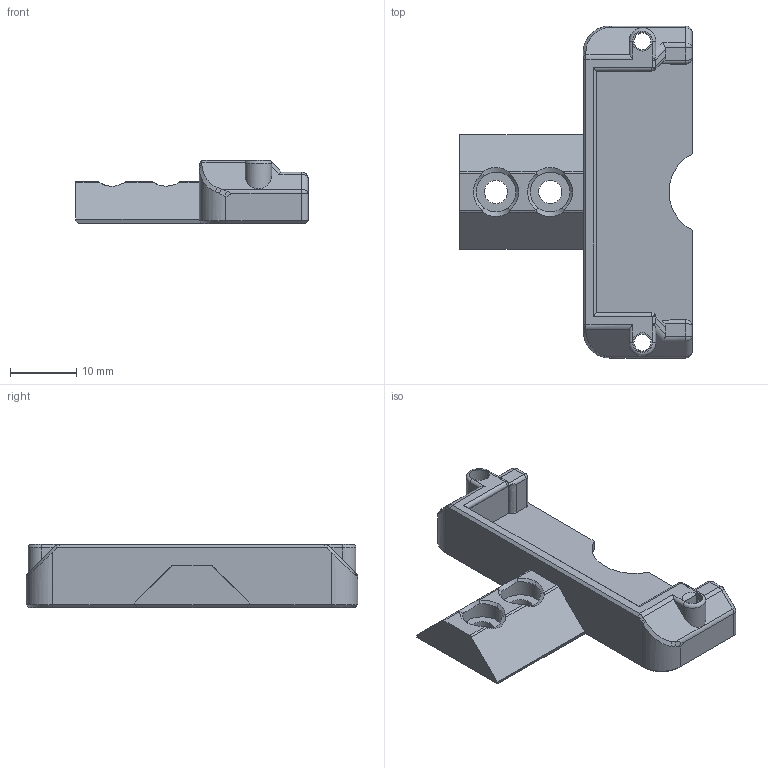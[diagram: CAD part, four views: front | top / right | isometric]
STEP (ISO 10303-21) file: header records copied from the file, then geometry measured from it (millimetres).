
FILE_DESCRIPTION(/* description */ (''),/* implementation_level */ '2;1');
FILE_NAME(/* name */ 'Blurolls-Brush_Holder_M3.stp',/* time_stamp */ '2021-08-31T12:46:08+02:00',/* author */ ('Rama'),/* organization */ (''),/* preprocessor_version */ 'ST-DEVELOPER v18.1',/* originating_system */ 'Autodesk Inventor 2021',/* authorisation */ '');
FILE_SCHEMA (('AUTOMOTIVE_DESIGN { 1 0 10303 214 3 1 1 }'));
Length unit declared in the file: millimetre
Products named in the file (1): Brush Holder With M3
Bounding box: 35 x 50 x 9.5 mm (x, y, z)
Volume: 4227.7 mm3; surface area: 3894.4 mm2
Topology: 1 solids, 1 shells, 138 faces, 370 edges, 230 vertices
Faces by surface type: cylinder 47, plane 46, bspline 24, cone 15, sphere 4, torus 2
Full cylindrical faces by diameter (mm): 2.55 x2, 3.5 x2, 6 x2
Entity records: 5763 total; most frequent: CARTESIAN_POINT 2367, ORIENTED_EDGE 732, DIRECTION 663, EDGE_CURVE 366, AXIS2_PLACEMENT_3D 242, VERTEX_POINT 230, LINE 179, VECTOR 179
